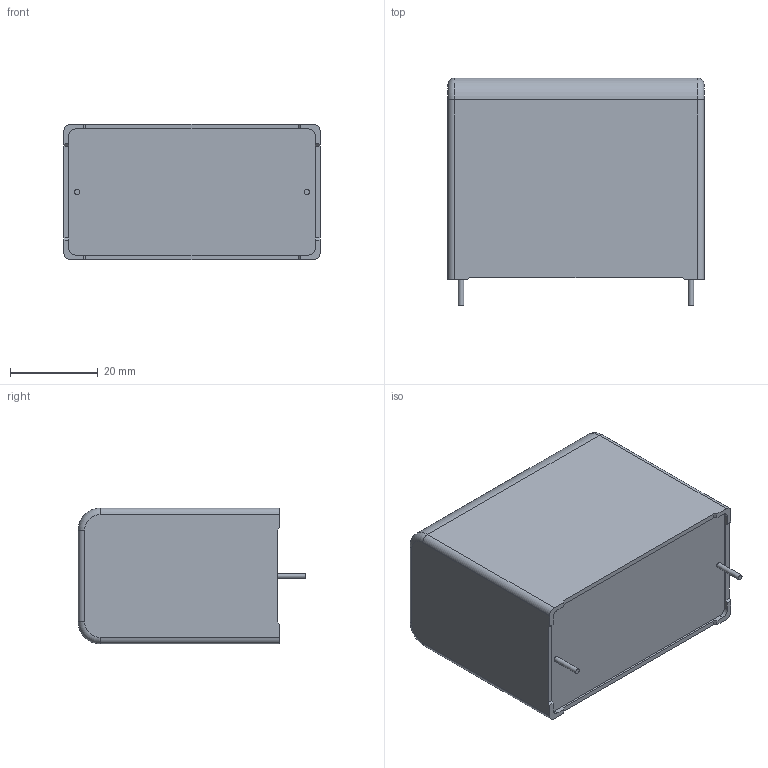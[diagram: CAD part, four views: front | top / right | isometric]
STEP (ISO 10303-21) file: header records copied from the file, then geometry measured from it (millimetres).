
FILE_DESCRIPTION (( 'STEP AP203' ), '1' );
FILE_NAME ('MKP1847H62525+Y2.step', '2018-01-17T10:52:49', ( 'work' ), ( 'Hewlett-Packard Company' ), 'SwSTEP 2.0', 'SolidWorks 2017', '' );
FILE_SCHEMA (( 'CONFIG_CONTROL_DESIGN' ));
Length unit declared in the file: millimetre
Products named in the file (1): MKP1847H62525+Y2
Bounding box: 58.5 x 52 x 31 mm (x, y, z)
Volume: 80998.4 mm3; surface area: 11514 mm2
Topology: 1 solids, 1 shells, 114 faces, 303 edges, 200 vertices
Faces by surface type: plane 80, bspline 16, cylinder 14, torus 4
Full cylindrical faces by diameter (mm): 1.2 x2
Entity records: 4252 total; most frequent: CARTESIAN_POINT 1436, ORIENTED_EDGE 598, DIRECTION 497, EDGE_CURVE 299, VECTOR 235, LINE 235, VERTEX_POINT 198, AXIS2_PLACEMENT_3D 131
